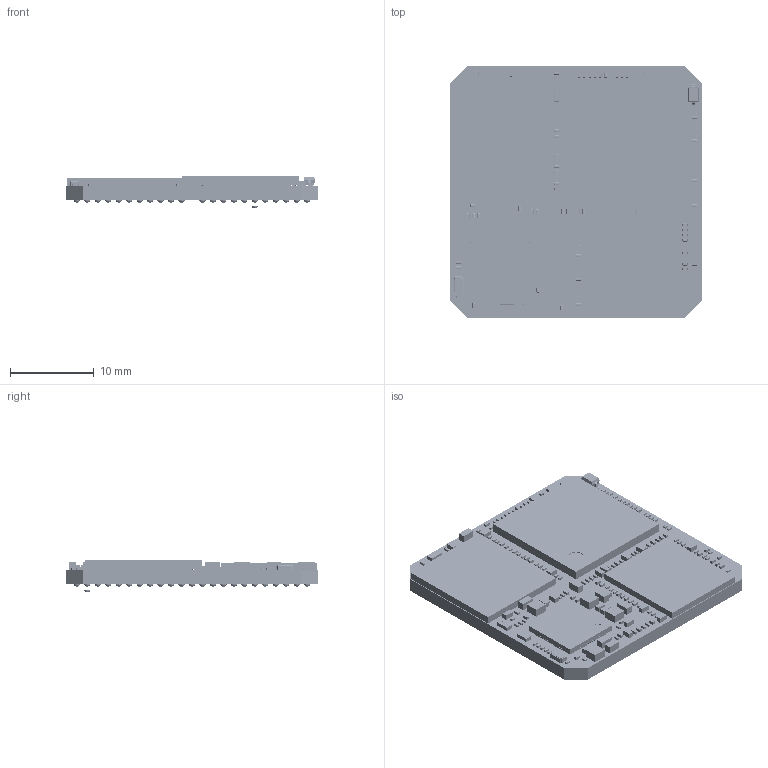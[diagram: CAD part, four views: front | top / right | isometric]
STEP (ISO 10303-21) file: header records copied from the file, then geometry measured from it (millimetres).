
FILE_DESCRIPTION(('Open CASCADE Model'),'2;1');
FILE_NAME('Open CASCADE Shape Model','2021-09-17T14:56:01',('Author'),( 'Open CASCADE'),'Open CASCADE STEP processor 6.8','Open CASCADE 6.8' ,'Unknown');
FILE_SCHEMA(('AUTOMOTIVE_DESIGN { 1 0 10303 214 1 1 1 1 }'));
Length unit declared in the file: millimetre
Products named in the file (258): PCB; BoardCM006; Open CASCADE STEP translator 6.8 18.1.1; C103CM006; 6135413616; Extruded; C11CM006; C111CM006; 6140588240; C110CM006; R46CM006; 6025456624; Mid_Body; Terminal; Open_CASCADE_STEP_translator_6.8_5.2.1; Mark; R45CM006; 6135412976; 6135412736; Q2CM006; ABS06; User_Library-ABS06_ABS06_Body_2; User_Library-ABS06_ABS06_Body2_2; User_Library-ABS06_ABS06_Beschriftung_2; User_Library-ABS06_ABS06_Pads_2; C109CM006; 6025449344; Open_CASCADE_STEP_translator_6.8_2.1.1; Open_CASCADE_STEP_translator_6.8_2.1.2; Open_CASCADE_STEP_translator_6.8_2.2.1; C108CM006; C107CM006; 6025459344; C106CM006; CC_0603; R44CM006; C105CM006; 6025449744; R43CM006; 6135412336 ...
Assembly tree (1328 placements, depth 5):
  PCB
    BoardCM006
      Open CASCADE STEP translator 6.8 18.1.1
    C103CM006
      6135413616
        Extruded
    C11CM006
      6135413616
        Extruded
    C111CM006
      6140588240
        Extruded
    C110CM006
      6140588240
        Extruded
    R46CM006
      6025456624
        Mid_Body
        Terminal  x2
          Open_CASCADE_STEP_translator_6.8_5.2.1
        Mark
    R45CM006
      6135412976  x2
        Extruded
      6135412736
        Extruded
    Q2CM006
      ABS06
        User_Library-ABS06_ABS06_Body_2
        User_Library-ABS06_ABS06_Body2_2
        User_Library-ABS06_ABS06_Beschriftung_2
        User_Library-ABS06_ABS06_Pads_2
    C109CM006
      6025449344
        Terminal
          Open_CASCADE_STEP_translator_6.8_2.1.1
          Open_CASCADE_STEP_translator_6.8_2.1.2
        Mid_Body
          Open_CASCADE_STEP_translator_6.8_2.2.1
    C108CM006
      6025449344
        Terminal
          Open_CASCADE_STEP_translator_6.8_2.1.1
          Open_CASCADE_STEP_translator_6.8_2.1.2
        Mid_Body
          Open_CASCADE_STEP_translator_6.8_2.2.1
    C107CM006
      6025459344
        Terminal
          Open_CASCADE_STEP_translator_6.8_2.1.1
          Open_CASCADE_STEP_translator_6.8_2.1.2
        Mid_Body
          Open_CASCADE_STEP_translator_6.8_2.2.1
    C106CM006
      CC_0603
    R44CM006
      6135412976  x2
        Extruded
      6135412736
        Extruded
Bounding box: 30 x 30 x 3.93 mm (x, y, z)
Volume: 2085.7 mm3; surface area: 4460.5 mm2
Topology: 1286 solids, 1288 shells, 8181 faces, 18152 edges, 10362 vertices
Faces by surface type: plane 4495, cylinder 1696, sphere 1098, revolution 664, bspline 228
Full cylindrical faces by diameter (mm): 0.4 x1, 0.875 x1, 1 x1, 1.75 x1
Entity records: 41103 total; most frequent: CARTESIAN_POINT 7701, DIRECTION 5673, ORIENTED_EDGE 3982, AXIS2_PLACEMENT_3D 2204, EDGE_CURVE 1992, PRODUCT_DEFINITION_SHAPE 1586, CONTEXT_DEPENDENT_SHAPE_REPRESENTATION 1328, ITEM_DEFINED_TRANSFORMATION 1328
